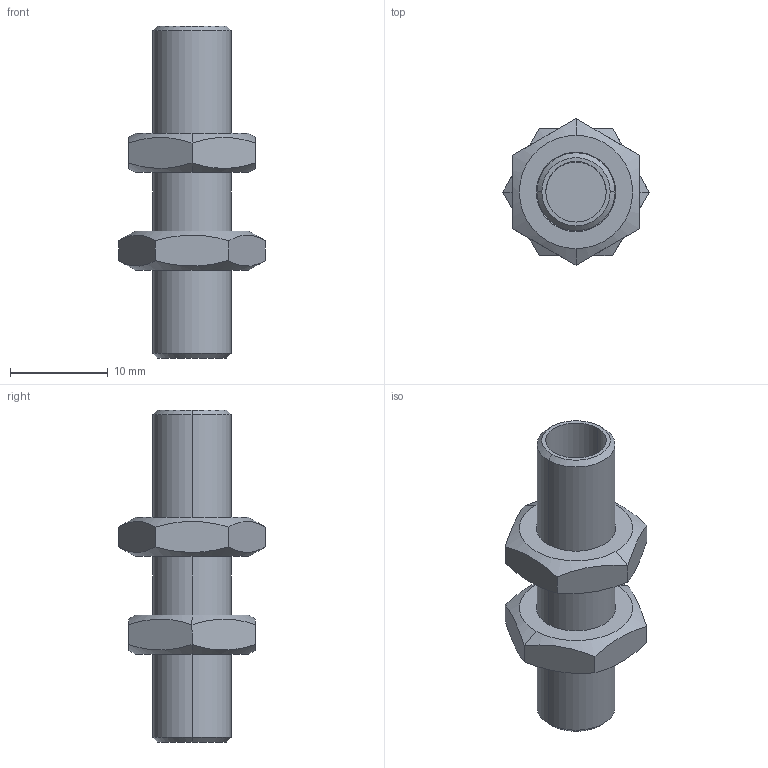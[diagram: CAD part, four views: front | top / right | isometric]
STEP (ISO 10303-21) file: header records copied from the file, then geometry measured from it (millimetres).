
FILE_DESCRIPTION (( 'STEP AP214' ), '1' );
FILE_NAME ('M510 xx.STEP', '2021-12-30T09:26:40', ( '' ), ( '' ), 'SwSTEP 2.0', 'SolidWorks 2021', '' );
FILE_SCHEMA (( 'AUTOMOTIVE_DESIGN' ));
Length unit declared in the file: millimetre
Products named in the file (4): Corpo_0-11; M510 xx; _ISO Hex Nuts_Hex Thin Nut Grade B ISO 4036-1
Assembly tree (4 placements, depth 3):
  M510 xx
    _ISO Hex Nuts_Hex Thin Nut Grade B ISO 4036-1  x2
      _ISO Hex Nuts_Hex Thin Nut Grade B ISO 4036-1
    Corpo_0-11
Bounding box: 15.01 x 15.01 x 34 mm (x, y, z)
Volume: 1529.9 mm3; surface area: 2433.3 mm2
Topology: 3 solids, 3 shells, 47 faces, 100 edges, 60 vertices
Faces by surface type: cone 20, plane 19, cylinder 8
Entity records: 1010 total; most frequent: CARTESIAN_POINT 257, DIRECTION 146, ORIENTED_EDGE 120, AXIS2_PLACEMENT_3D 61, EDGE_CURVE 60, VERTEX_POINT 36, EDGE_LOOP 32, ADVANCED_FACE 29
